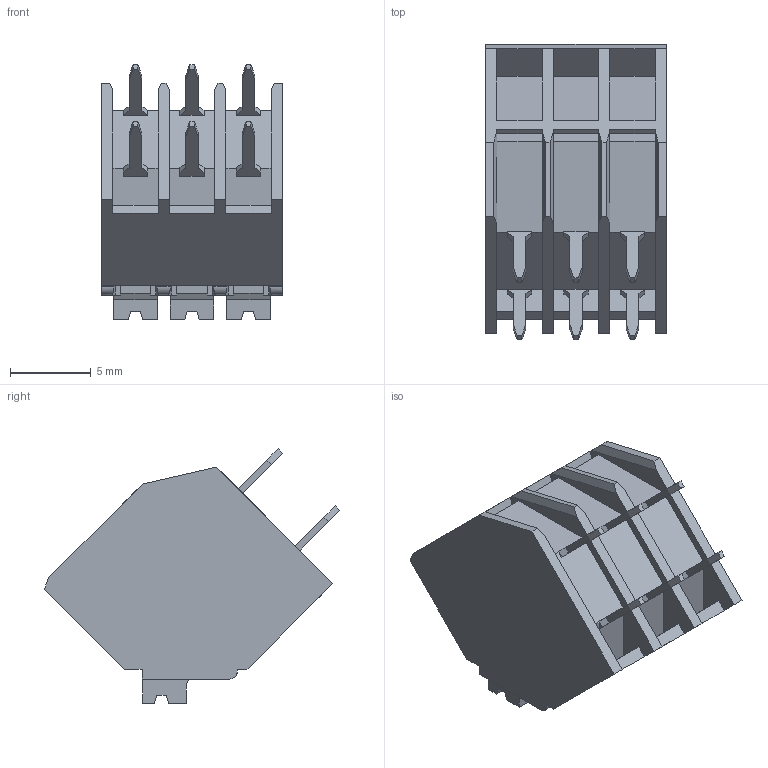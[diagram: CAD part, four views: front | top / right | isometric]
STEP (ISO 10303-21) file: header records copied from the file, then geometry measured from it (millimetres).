
FILE_DESCRIPTION((''),'2;1');
FILE_NAME('PRT0002','2023-03-16T13:22:55',('Administrator'),(''),'CREO PARAMETRIC BY PTC INC, 2017260','CREO PARAMETRIC BY PTC INC, 2017260','');
FILE_SCHEMA(('CONFIG_CONTROL_DESIGN'));
Length unit declared in the file: millimetre
Products named in the file (1): PRT0002
Bounding box: 11.2 x 18.31 x 15.77 mm (x, y, z)
Volume: 1427 mm3; surface area: 1208.3 mm2
Topology: 1 solids, 1 shells, 256 faces, 748 edges, 497 vertices
Faces by surface type: plane 239, cylinder 16, bspline 1
Entity records: 8515 total; most frequent: CARTESIAN_POINT 1696, ORIENTED_EDGE 1496, DIRECTION 1284, EDGE_CURVE 748, VECTOR 656, LINE 656, VERTEX_POINT 497, AXIS2_PLACEMENT_3D 314
